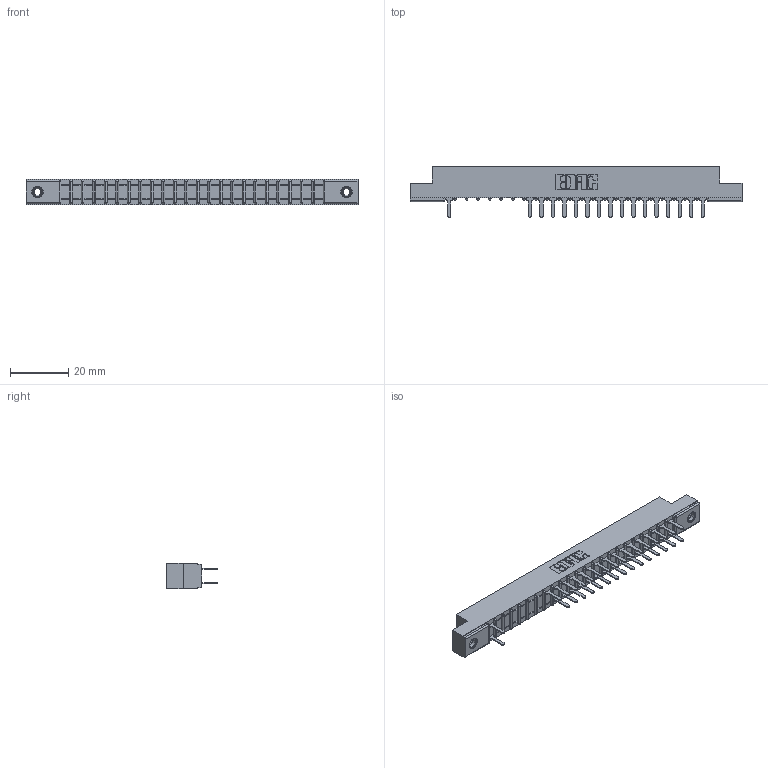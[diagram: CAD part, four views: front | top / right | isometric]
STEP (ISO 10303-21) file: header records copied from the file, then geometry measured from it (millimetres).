
FILE_DESCRIPTION (( 'STEP AP203' ), '1' );
FILE_NAME ('307-046-520-208.STEP', '2018-08-06T02:54:15', ( '' ), ( '' ), 'SwSTEP 2.0', 'SolidWorks 2016', '' );
FILE_SCHEMA (( 'CONFIG_CONTROL_DESIGN' ));
Length unit declared in the file: inch
Products named in the file (4): 307-046-520-208; 307 Part_.156 Dia Mounting Holes; 307-290-001_520; 345-250-001_345-250-003-102
Assembly tree (36 placements, depth 2):
  307-046-520-208
    307 Part_.156 Dia Mounting Holes
    307-290-001_520  x33
    345-250-001_345-250-003-102  x2
Bounding box: 114.15 x 17.42 x 8.71 mm (x, y, z)
Volume: 7315.7 mm3; surface area: 12091.7 mm2
Topology: 36 solids, 36 shells, 1850 faces, 5165 edges, 3326 vertices
Faces by surface type: plane 1203, cylinder 583, sphere 48, cone 12, torus 4
Entity records: 23533 total; most frequent: CARTESIAN_POINT 3893, ORIENTED_EDGE 3862, DIRECTION 3817, EDGE_CURVE 1931, VECTOR 1473, LINE 1473, VERTEX_POINT 1248, AXIS2_PLACEMENT_3D 1172
